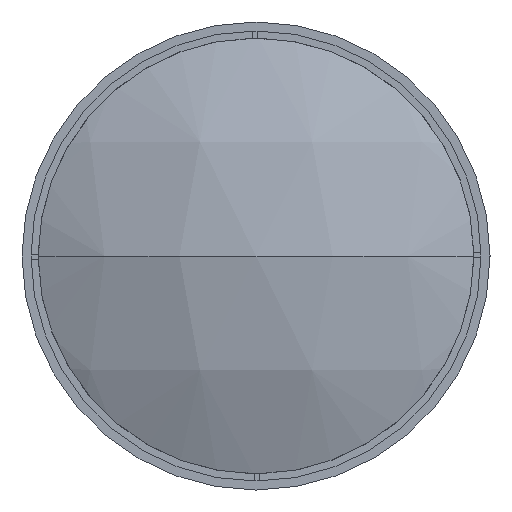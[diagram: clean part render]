
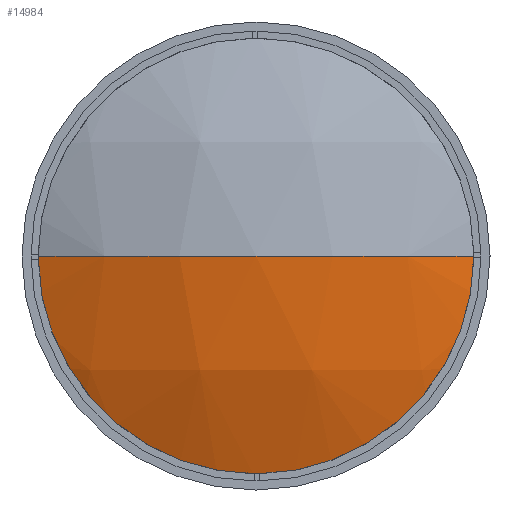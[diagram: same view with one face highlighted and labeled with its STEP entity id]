
A CAD part, left-side view. The second image highlights one B-rep face of the part: STEP entity #14984.
In plain terms, the highlighted spherical face has radius 144.52 mm.
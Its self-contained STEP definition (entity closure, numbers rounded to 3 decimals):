
#265 = EDGE_CURVE ( 'NONE', #5991, #8644, #15386, .T. ) ;
#460 = CIRCLE ( 'NONE', #14632, 144.52 ) ;
#760 = DIRECTION ( 'NONE',  ( 0., 0., -1. ) ) ;
#1415 = CARTESIAN_POINT ( 'NONE',  ( 144.52, 0., 0. ) ) ;
#2937 = EDGE_CURVE ( 'NONE', #5991, #14546, #5820, .T. ) ;
#3149 = DIRECTION ( 'NONE',  ( 1., 0., 0. ) ) ;
#5360 = ORIENTED_EDGE ( 'NONE', *, *, #2937, .F. ) ;
#5532 = CARTESIAN_POINT ( 'NONE',  ( 13.975, 62., 0. ) ) ;
#5820 = CIRCLE ( 'NONE', #8673, 144.52 ) ;
#5991 = VERTEX_POINT ( 'NONE', #5532 ) ;
#5996 = DIRECTION ( 'NONE',  ( 0., 1., 0. ) ) ;
#6515 = FACE_OUTER_BOUND ( 'NONE', #20681, .T. ) ;
#7612 = DIRECTION ( 'NONE',  ( 0., 0., -1. ) ) ;
#8043 = EDGE_CURVE ( 'NONE', #8644, #14546, #460, .T. ) ;
#8090 = AXIS2_PLACEMENT_3D ( 'NONE', #19676, #760, #5996 ) ;
#8644 = VERTEX_POINT ( 'NONE', #17482 ) ;
#8673 = AXIS2_PLACEMENT_3D ( 'NONE', #1415, #13532, #3149 ) ;
#8847 = ORIENTED_EDGE ( 'NONE', *, *, #265, .T. ) ;
#10060 = DIRECTION ( 'NONE',  ( -1., 0., 0. ) ) ;
#12400 = AXIS2_PLACEMENT_3D ( 'NONE', #20314, #10060, #22045 ) ;
#12884 = ORIENTED_EDGE ( 'NONE', *, *, #8043, .T. ) ;
#13532 = DIRECTION ( 'NONE',  ( 0., 0., 1. ) ) ;
#14546 = VERTEX_POINT ( 'NONE', #19851 ) ;
#14632 = AXIS2_PLACEMENT_3D ( 'NONE', #17906, #7612, #19623 ) ;
#14984 = ADVANCED_FACE ( 'NONE', ( #6515 ), #19695, .T. ) ;
#15386 = CIRCLE ( 'NONE', #12400, 62. ) ;
#17482 = CARTESIAN_POINT ( 'NONE',  ( 13.975, -62., 0. ) ) ;
#17906 = CARTESIAN_POINT ( 'NONE',  ( 144.52, 0., 0. ) ) ;
#19623 = DIRECTION ( 'NONE',  ( 0., 1., 0. ) ) ;
#19676 = CARTESIAN_POINT ( 'NONE',  ( 144.52, 0., 0. ) ) ;
#19695 = SPHERICAL_SURFACE ( 'NONE', #8090, 144.52 ) ;
#19851 = CARTESIAN_POINT ( 'NONE',  ( 0., 0., 0. ) ) ;
#20314 = CARTESIAN_POINT ( 'NONE',  ( 13.975, 0., 0. ) ) ;
#20681 = EDGE_LOOP ( 'NONE', ( #8847, #12884, #5360 ) ) ;
#22045 = DIRECTION ( 'NONE',  ( 0., 0., 1. ) ) ;
